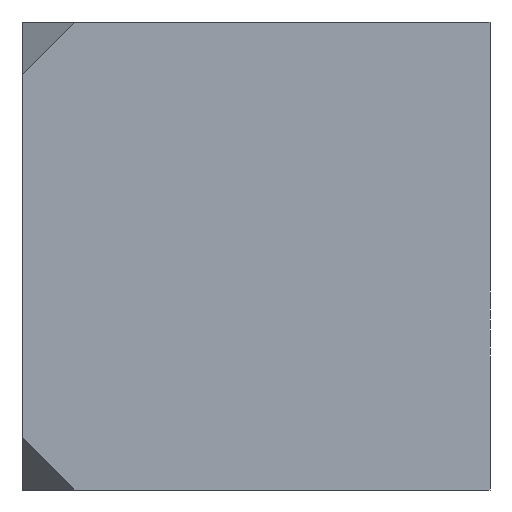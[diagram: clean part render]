
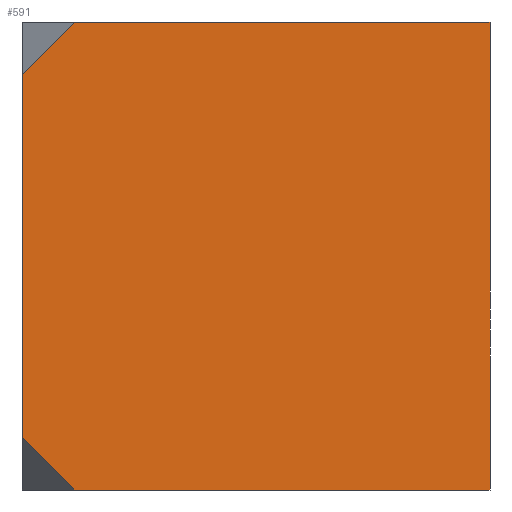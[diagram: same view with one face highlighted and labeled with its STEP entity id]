
A CAD part, left-side view. The second image highlights one B-rep face of the part: STEP entity #591.
In plain terms, the highlighted planar face has unit normal (-1, 0, 0).
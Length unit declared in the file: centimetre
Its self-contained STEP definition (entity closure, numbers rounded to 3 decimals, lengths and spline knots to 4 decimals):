
#109=VECTOR('',#679,1.);
#115=VECTOR('',#686,1.);
#119=VECTOR('',#691,1.);
#120=VECTOR('',#693,1.);
#124=VECTOR('',#699,1.);
#130=VECTOR('',#780,1.);
#136=LINE('',#831,#109);
#142=LINE('',#843,#115);
#146=LINE('',#851,#119);
#147=LINE('',#853,#120);
#151=LINE('',#861,#124);
#157=LINE('',#960,#130);
#176=PLANE('',#652);
#198=VERTEX_POINT('',#830);
#199=VERTEX_POINT('',#832);
#203=VERTEX_POINT('',#842);
#206=VERTEX_POINT('',#850);
#207=VERTEX_POINT('',#854);
#209=VERTEX_POINT('',#862);
#269=EDGE_CURVE('',#198,#199,#136,.T.);
#275=EDGE_CURVE('',#198,#203,#142,.T.);
#279=EDGE_CURVE('',#206,#203,#146,.T.);
#280=EDGE_CURVE('',#207,#199,#147,.T.);
#284=EDGE_CURVE('',#209,#207,#151,.T.);
#313=EDGE_CURVE('',#206,#209,#157,.T.);
#426=ORIENTED_EDGE('',*,*,#275,.T.);
#427=ORIENTED_EDGE('',*,*,#279,.F.);
#428=ORIENTED_EDGE('',*,*,#313,.T.);
#429=ORIENTED_EDGE('',*,*,#284,.T.);
#430=ORIENTED_EDGE('',*,*,#280,.T.);
#431=ORIENTED_EDGE('',*,*,#269,.F.);
#495=EDGE_LOOP('',(#426,#427,#428,#429,#430,#431));
#559=FACE_BOUND('',#495,.T.);
#591=ADVANCED_FACE('',(#559),#176,.T.);
#652=AXIS2_PLACEMENT_3D('',#962,#782,$);
#679=DIRECTION('',(0.,0.,1.));
#686=DIRECTION('',(0.,-0.707,-0.707));
#691=DIRECTION('',(0.,1.,0.));
#693=DIRECTION('',(0.,0.707,-0.707));
#699=DIRECTION('',(0.,1.,0.));
#780=DIRECTION('',(0.,0.,1.));
#782=DIRECTION('',(-1.,0.,0.));
#830=CARTESIAN_POINT('',(-2.4614,-1.7296,-1.6281));
#831=CARTESIAN_POINT('',(-2.4614,-1.7296,-2.0955));
#832=CARTESIAN_POINT('',(-2.4614,-1.7296,1.6281));
#842=CARTESIAN_POINT('',(-2.4614,-2.197,-2.0955));
#843=CARTESIAN_POINT('',(-2.4614,-2.4871,-2.3857));
#850=CARTESIAN_POINT('',(-2.4614,-5.9206,-2.0955));
#851=CARTESIAN_POINT('',(-2.4614,-5.9206,-2.0955));
#853=CARTESIAN_POINT('',(-2.4614,-1.4394,1.3379));
#854=CARTESIAN_POINT('',(-2.4614,-2.197,2.0955));
#861=CARTESIAN_POINT('',(-2.4614,-5.9206,2.0955));
#862=CARTESIAN_POINT('',(-2.4614,-5.9206,2.0955));
#960=CARTESIAN_POINT('',(-2.4614,-5.9206,-2.0955));
#962=CARTESIAN_POINT('',(-2.4614,-3.8251,-2.0955));
